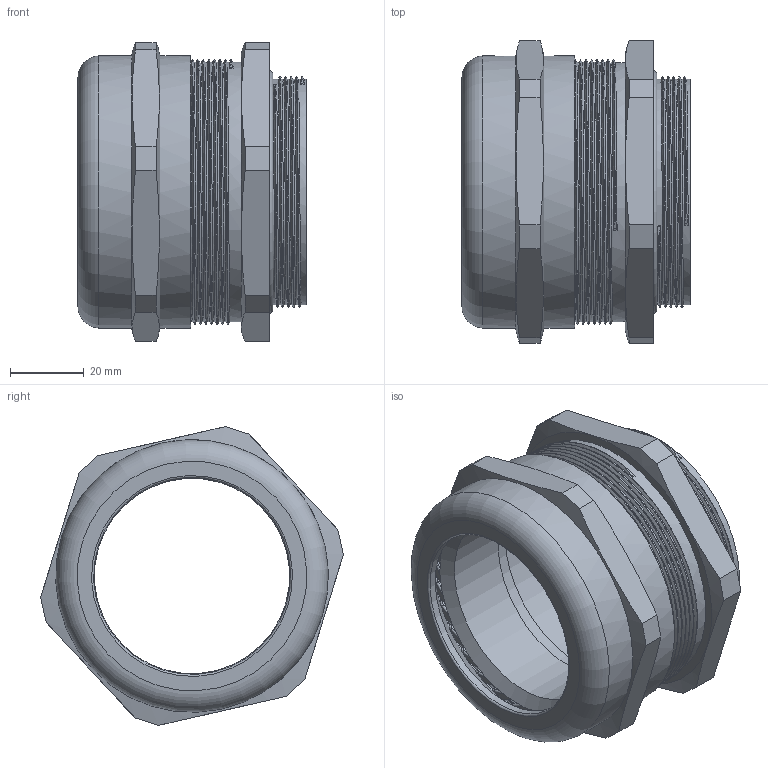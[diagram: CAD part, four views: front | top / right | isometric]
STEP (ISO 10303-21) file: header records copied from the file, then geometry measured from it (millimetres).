
FILE_DESCRIPTION(/* description */ ('Euro-Top M 63, KB: 37-53 mm'),/* implementation_level */ '2;1');
FILE_NAME(/* name */ '60080565-RST.stp',/* time_stamp */ '2019-12-04T12:06:14+01:00',/* author */ ('sl'),/* organization */ (''),/* preprocessor_version */ 'ST-DEVELOPER v16.5',/* originating_system */ 'Autodesk Inventor 2017',/* authorisation */ '');
FILE_SCHEMA (('AUTOMOTIVE_DESIGN { 1 0 10303 214 3 1 1 }'));
Length unit declared in the file: millimetre
Products named in the file (6): 60080565; 60080565_1; 60080565_2; 60080565_3; 60080565_4; 60080565_5
Assembly tree (5 placements, depth 2):
  60080565
    60080565_1
    60080565_2
    60080565_3
    60080565_4
    60080565_5
Bounding box: 61.89 x 82.16 x 81.02 mm (x, y, z)
Volume: 87522.6 mm3; surface area: 69095.2 mm2
Topology: 5 solids, 5 shells, 780 faces, 1933 edges, 1264 vertices
Faces by surface type: plane 562, cylinder 134, torus 38, bspline 30, cone 16
Full cylindrical faces by diameter (mm): 53 x1, 53.5 x1, 55.5 x1, 55.8 x1, 58.1 x1, 60.26 x1, 60.55 x1, 61.178 x5, 62.3 x1, 62.88 x1, 65.88 x1, 68.88 x2, 69.95 x13, 70.378 x8, 71.472 x13, 73.92 x1, 73.95 x1
Entity records: 28808 total; most frequent: CARTESIAN_POINT 10787, DIRECTION 3579, ORIENTED_EDGE 3542, EDGE_CURVE 1771, AXIS2_PLACEMENT_3D 1258, VERTEX_POINT 1176, LINE 1063, VECTOR 1063
